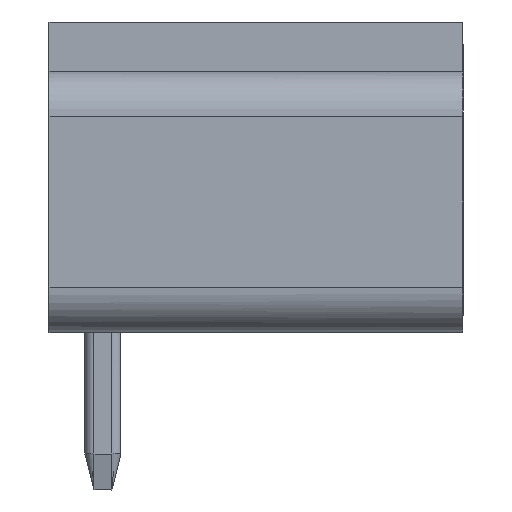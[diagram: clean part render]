
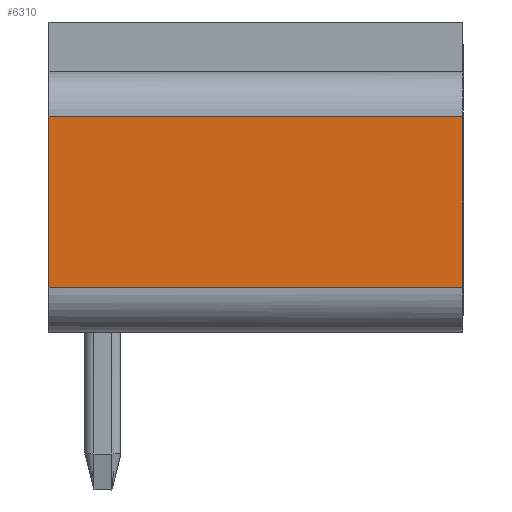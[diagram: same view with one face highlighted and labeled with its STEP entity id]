
A CAD part, left-side view. The second image highlights one B-rep face of the part: STEP entity #6310.
In plain terms, the highlighted planar face has unit normal (-1, 0, 0).
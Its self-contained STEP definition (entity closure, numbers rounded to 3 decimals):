
#6290=AXIS2_PLACEMENT_3D('Plane Axis2P3D',#6287,#6288,#6289) ;
#176=CARTESIAN_POINT('Vertex',(0.,0.,8.3)) ;
#179=CARTESIAN_POINT('Line Origine',(0.,0.,6.4)) ;
#183=CARTESIAN_POINT('Vertex',(0.,0.,4.5)) ;
#6271=CARTESIAN_POINT('Vertex',(0.,9.2,8.3)) ;
#6274=CARTESIAN_POINT('Line Origine',(0.,9.2,8.3)) ;
#6287=CARTESIAN_POINT('Axis2P3D Location',(0.,9.2,8.3)) ;
#6292=CARTESIAN_POINT('Line Origine',(0.,9.2,6.4)) ;
#6296=CARTESIAN_POINT('Vertex',(0.,9.2,4.5)) ;
#6299=CARTESIAN_POINT('Line Origine',(0.,4.6,4.5)) ;
#180=DIRECTION('Vector Direction',(0.,0.,1.)) ;
#6275=DIRECTION('Vector Direction',(0.,-1.,0.)) ;
#6288=DIRECTION('Axis2P3D Direction',(-1.,0.,0.)) ;
#6289=DIRECTION('Axis2P3D XDirection',(0.,0.,-1.)) ;
#6293=DIRECTION('Vector Direction',(0.,0.,1.)) ;
#6300=DIRECTION('Vector Direction',(0.,1.,0.)) ;
#181=VECTOR('Line Direction',#180,1.) ;
#6276=VECTOR('Line Direction',#6275,1.) ;
#6294=VECTOR('Line Direction',#6293,1.) ;
#6301=VECTOR('Line Direction',#6300,1.) ;
#6305=ORIENTED_EDGE('',*,*,#6298,.F.) ;
#6306=ORIENTED_EDGE('',*,*,#6303,.F.) ;
#6307=ORIENTED_EDGE('',*,*,#185,.T.) ;
#6308=ORIENTED_EDGE('',*,*,#6278,.T.) ;
#6310=ADVANCED_FACE('body',(#6309),#6291,.T.) ;
#185=EDGE_CURVE('',#184,#177,#182,.T.) ;
#6278=EDGE_CURVE('',#177,#6272,#6277,.F.) ;
#6298=EDGE_CURVE('',#6297,#6272,#6295,.T.) ;
#6303=EDGE_CURVE('',#184,#6297,#6302,.T.) ;
#6304=EDGE_LOOP('',(#6305,#6306,#6307,#6308)) ;
#6309=FACE_OUTER_BOUND('',#6304,.T.) ;
#182=LINE('Line',#179,#181) ;
#6277=LINE('Line',#6274,#6276) ;
#6295=LINE('Line',#6292,#6294) ;
#6302=LINE('Line',#6299,#6301) ;
#6291=PLANE('',#6290) ;
#177=VERTEX_POINT('',#176) ;
#184=VERTEX_POINT('',#183) ;
#6272=VERTEX_POINT('',#6271) ;
#6297=VERTEX_POINT('',#6296) ;
